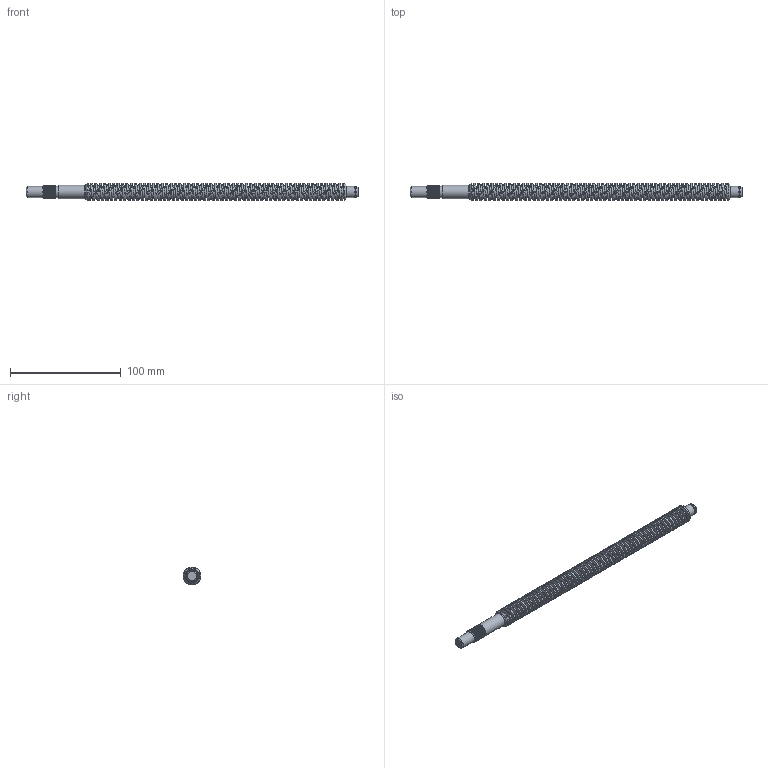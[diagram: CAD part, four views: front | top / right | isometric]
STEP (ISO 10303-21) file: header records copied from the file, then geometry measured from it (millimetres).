
FILE_DESCRIPTION(/* description */ (''),/* implementation_level */ '2;1');
FILE_NAME(/* name */ 'Ball screw SFU1605 300.step',/* time_stamp */ '2024-06-24T18:57:02+02:00',/* author */ (''),/* organization */ (''),/* preprocessor_version */ 'ST-DEVELOPER v20',/* originating_system */ 'Autodesk Translation Framework v13.14.0.145',/* authorisation */ '');
FILE_SCHEMA (('AUTOMOTIVE_DESIGN { 1 0 10303 214 3 1 1 }'));
Length unit declared in the file: millimetre
Products named in the file (1): Ball screw SFU1605
Bounding box: 300 x 15.87 x 15.87 mm (x, y, z)
Volume: 41156 mm3; surface area: 21894.4 mm2
Topology: 1 solids, 1 shells, 170 faces, 479 edges, 316 vertices
Faces by surface type: cylinder 149, plane 10, cone 5, bspline 4, torus 2
Full cylindrical faces by diameter (mm): 9.6 x1, 10 x4, 10.741 x10, 11.287 x45, 11.884 x10, 12 x1, 15.85 x48
Entity records: 16967 total; most frequent: CARTESIAN_POINT 13092, ORIENTED_EDGE 958, DIRECTION 556, EDGE_CURVE 479, VERTEX_POINT 316, B_SPLINE_CURVE_WITH_KNOTS 293, AXIS2_PLACEMENT_3D 203, EDGE_LOOP 175
